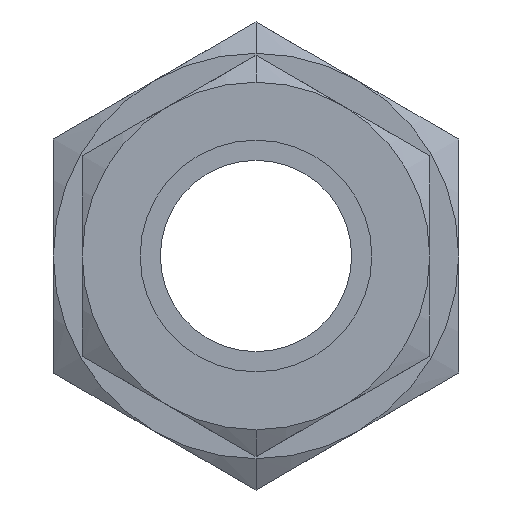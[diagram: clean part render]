
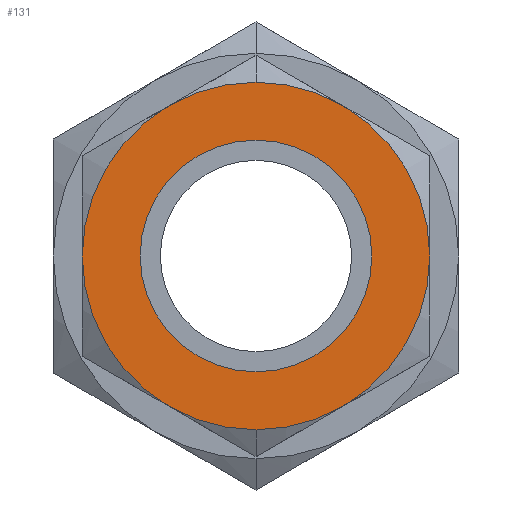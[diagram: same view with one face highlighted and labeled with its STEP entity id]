
A CAD part, left-side view. The second image highlights one B-rep face of the part: STEP entity #131.
In plain terms, the highlighted planar face has unit normal (-1, 0, 0).
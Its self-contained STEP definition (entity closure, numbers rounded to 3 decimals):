
#101 = ORIENTED_EDGE ( 'NONE', *, *, #1723, .F. ) ;
#131 = ADVANCED_FACE ( 'NONE', ( #6906, #1697 ), #9099, .T. ) ;
#1065 = EDGE_CURVE ( 'NONE', #2676, #7794, #7155, .T. ) ;
#1269 = DIRECTION ( 'NONE',  ( 1., 0., 0. ) ) ;
#1467 = AXIS2_PLACEMENT_3D ( 'NONE', #2202, #3155, #3976 ) ;
#1470 = EDGE_CURVE ( 'NONE', #3059, #7985, #7520, .T. ) ;
#1586 = EDGE_LOOP ( 'NONE', ( #7508, #101 ) ) ;
#1697 = FACE_OUTER_BOUND ( 'NONE', #1586, .T. ) ;
#1723 = EDGE_CURVE ( 'NONE', #7794, #2676, #7196, .T. ) ;
#1907 = DIRECTION ( 'NONE',  ( 1., 0., 0. ) ) ;
#2202 = CARTESIAN_POINT ( 'NONE',  ( 0., 0., 7.143 ) ) ;
#2415 = DIRECTION ( 'NONE',  ( 1., 0., 0. ) ) ;
#2676 = VERTEX_POINT ( 'NONE', #5380 ) ;
#2717 = ORIENTED_EDGE ( 'NONE', *, *, #7505, .T. ) ;
#2766 = CARTESIAN_POINT ( 'NONE',  ( 0., 0., 0. ) ) ;
#3059 = VERTEX_POINT ( 'NONE', #5698 ) ;
#3155 = DIRECTION ( 'NONE',  ( -1., 0., 0. ) ) ;
#3194 = CARTESIAN_POINT ( 'NONE',  ( 0., 0., 0. ) ) ;
#3976 = DIRECTION ( 'NONE',  ( 0., 0., 1. ) ) ;
#4518 = DIRECTION ( 'NONE',  ( 0., 0., -1. ) ) ;
#4566 = AXIS2_PLACEMENT_3D ( 'NONE', #2766, #5012, #9540 ) ;
#4666 = CARTESIAN_POINT ( 'NONE',  ( 0., 0., -14.285 ) ) ;
#4914 = DIRECTION ( 'NONE',  ( 0., 0., -1. ) ) ;
#5012 = DIRECTION ( 'NONE',  ( 1., 0., 0. ) ) ;
#5156 = CARTESIAN_POINT ( 'NONE',  ( 0., 0., -9.525 ) ) ;
#5341 = AXIS2_PLACEMENT_3D ( 'NONE', #5562, #1907, #6932 ) ;
#5380 = CARTESIAN_POINT ( 'NONE',  ( 0., 0., 14.285 ) ) ;
#5562 = CARTESIAN_POINT ( 'NONE',  ( 0., 0., 0. ) ) ;
#5698 = CARTESIAN_POINT ( 'NONE',  ( 0., 0., 9.525 ) ) ;
#6906 = FACE_BOUND ( 'NONE', #8057, .T. ) ;
#6932 = DIRECTION ( 'NONE',  ( 0., 0., 1. ) ) ;
#7155 = CIRCLE ( 'NONE', #5341, 14.285 ) ;
#7196 = CIRCLE ( 'NONE', #8917, 14.285 ) ;
#7505 = EDGE_CURVE ( 'NONE', #7985, #3059, #9283, .T. ) ;
#7508 = ORIENTED_EDGE ( 'NONE', *, *, #1065, .F. ) ;
#7520 = CIRCLE ( 'NONE', #4566, 9.525 ) ;
#7794 = VERTEX_POINT ( 'NONE', #4666 ) ;
#7985 = VERTEX_POINT ( 'NONE', #5156 ) ;
#8024 = ORIENTED_EDGE ( 'NONE', *, *, #1470, .T. ) ;
#8057 = EDGE_LOOP ( 'NONE', ( #2717, #8024 ) ) ;
#8668 = CARTESIAN_POINT ( 'NONE',  ( 0., 0., 0. ) ) ;
#8917 = AXIS2_PLACEMENT_3D ( 'NONE', #3194, #2415, #4518 ) ;
#9099 = PLANE ( 'NONE',  #1467 ) ;
#9283 = CIRCLE ( 'NONE', #9430, 9.525 ) ;
#9430 = AXIS2_PLACEMENT_3D ( 'NONE', #8668, #1269, #4914 ) ;
#9540 = DIRECTION ( 'NONE',  ( 0., 0., 1. ) ) ;
